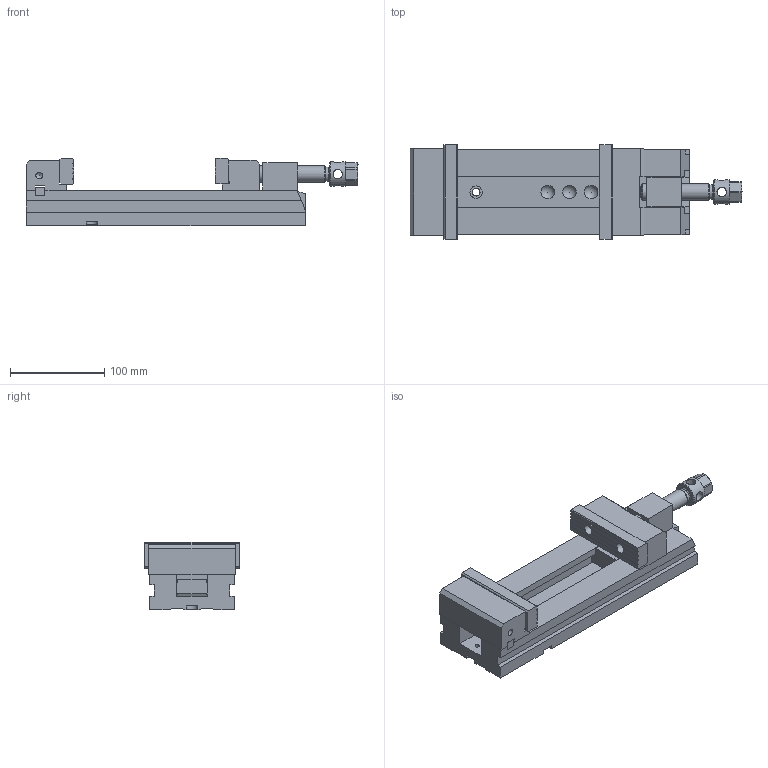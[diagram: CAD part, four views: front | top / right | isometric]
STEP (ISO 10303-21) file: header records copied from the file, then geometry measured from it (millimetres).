
FILE_DESCRIPTION(/* description */ (''),/* implementation_level */ '2;1');
FILE_NAME(/* name */ '29_100L_Mordaza.stp',/* time_stamp */ '2013-07-09T08:40:40+02:00',/* author */ (''),/* organization */ (''),/* preprocessor_version */ 'ST-DEVELOPER v11',/* originating_system */ 'SIEMENS PLM Software NX 7.5',/* authorisation */ '');
FILE_SCHEMA (('AUTOMOTIVE_DESIGN { 1 0 10303 214 1 1 1 1 }'));
Length unit declared in the file: millimetre
Products named in the file (1): 29_100L_Mordaza
Bounding box: 351.8 x 100 x 71.1 mm (x, y, z)
Volume: 1022581.1 mm3; surface area: 205223.5 mm2
Topology: 11 solids, 11 shells, 354 faces, 961 edges, 631 vertices
Faces by surface type: plane 245, cylinder 70, cone 26, sphere 8, torus 4, bspline 1
Full cylindrical faces by diameter (mm): 4.351 x5, 5.188 x4, 6.4 x4, 6.985 x4, 8.4 x2, 8.5 x2, 10 x4, 10.5 x1, 10.579 x2, 11 x4, 13 x6, 13.5 x2, 14.5 x1, 15 x1, 16 x1, 16.188 x1, 17.732 x1, 19 x2, 26 x1
Entity records: 13074 total; most frequent: CARTESIAN_POINT 2071, DIRECTION 1726, ORIENTED_EDGE 1628, EDGE_CURVE 814, VERTEX_POINT 585, AXIS2_PLACEMENT_3D 581, LINE 564, VECTOR 564
